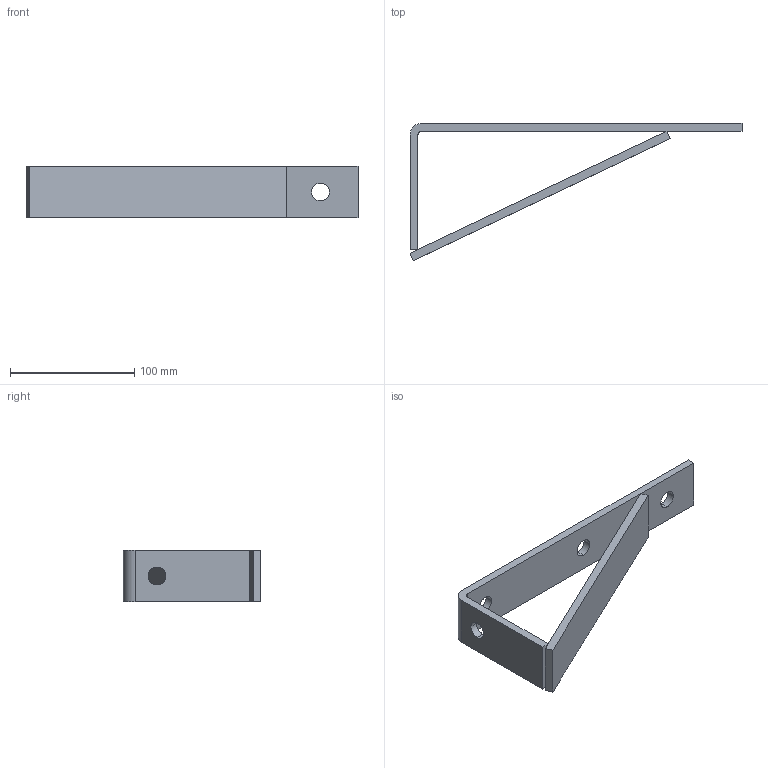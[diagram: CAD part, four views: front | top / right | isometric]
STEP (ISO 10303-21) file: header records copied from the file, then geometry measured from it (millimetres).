
FILE_DESCRIPTION(('TurboCAD Mac Pro'),'Build 980');
FILE_NAME('P1771.stp',' ',(''),(''),'ACIS Interop','IMSI','TurboCAD Mac Pro BY IMSI, INCORPORATED');
FILE_SCHEMA(('automotive_design'));
Length unit declared in the file: inch
Products named in the file (1): 1
Bounding box: 266.71 x 110.25 x 41.27 mm (x, y, z)
Volume: 150006.1 mm3; surface area: 56874.7 mm2
Topology: 1 solids, 1 shells, 32 faces, 89 edges, 58 vertices
Faces by surface type: bspline 18, plane 14
Entity records: 1409 total; most frequent: CARTESIAN_POINT 414, ORIENTED_EDGE 180, EDGE_CURVE 89, DIRECTION 83, VERTEX_POINT 58, LINE 53, VECTOR 53, EDGE_LOOP 40
